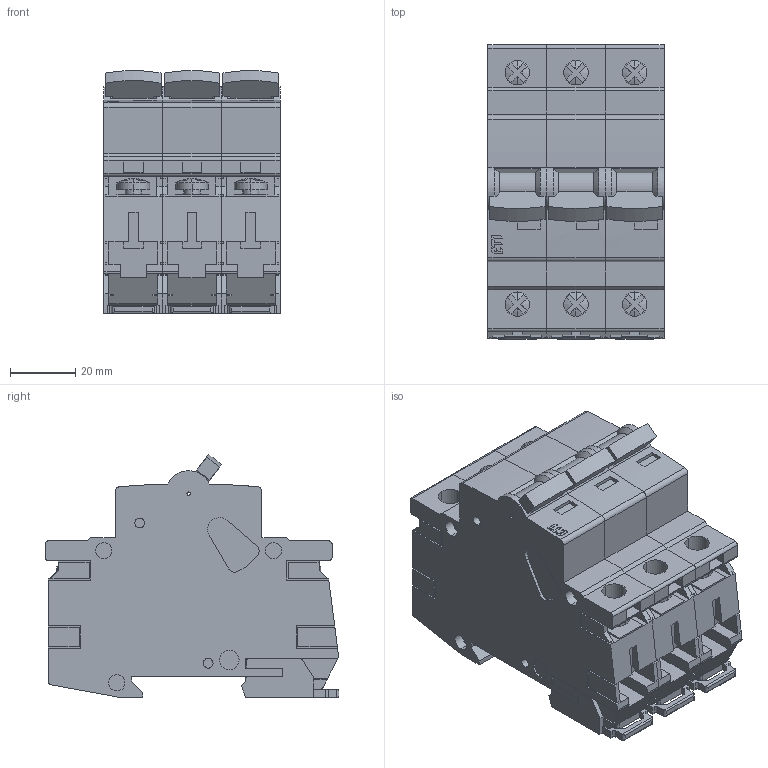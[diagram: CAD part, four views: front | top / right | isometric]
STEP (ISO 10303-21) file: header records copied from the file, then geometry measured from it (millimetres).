
FILE_DESCRIPTION((''),'2;1');
FILE_NAME('ASTI_MCB_ETIMAT_P10_1P_ASM','2017-09-13T',('nejc.strous'),('Audax d.o.o.'),'CREO PARAMETRIC BY PTC INC, 2015380','CREO PARAMETRIC BY PTC INC, 2015380','');
FILE_SCHEMA(('AUTOMOTIVE_DESIGN { 1 0 10303 214 1 1 1 1 }'));
Length unit declared in the file: millimetre
Products named in the file (14): GHOST; ETIMAT_11_1; DZWIGNIA_ETIMAT11_1; ZAPINKA_ETIMAT10_1; ETIMAT_11_1P-OA0_1_ASM; ETIMAT_11; DZWIGNIA_ETIMAT11; ZAPINKA_ETIMAT10; ETIMAT_11_1P-OA1_1_ASM; ETIMAT_11_AF0; ETIMAT_11_1P-OA2_AF0_ASM; ASSEM1_1_AF0_ASM; ASM0001_AF0_ASM; ASTI_MCB_ETIMAT_P10_1P_ASM
Assembly tree (15 placements, depth 5):
  ASTI_MCB_ETIMAT_P10_1P_ASM
    GHOST
    ASM0001_AF0_ASM
      ASSEM1_1_AF0_ASM
        ETIMAT_11_1P-OA0_1_ASM
          ETIMAT_11_1
          DZWIGNIA_ETIMAT11_1
          ZAPINKA_ETIMAT10_1
        ETIMAT_11_1P-OA1_1_ASM
          ETIMAT_11
          DZWIGNIA_ETIMAT11
          ZAPINKA_ETIMAT10
        ETIMAT_11_1P-OA2_AF0_ASM
          ETIMAT_11_AF0
          DZWIGNIA_ETIMAT11
          ZAPINKA_ETIMAT10
Bounding box: 54 x 90.09 x 74.47 mm (x, y, z)
Volume: 233396.4 mm3; surface area: 69182.1 mm2
Topology: 9 solids, 9 shells, 1236 faces, 3465 edges, 2313 vertices
Faces by surface type: plane 927, cylinder 291, bspline 12, cone 6
Entity records: 45599 total; most frequent: CARTESIAN_POINT 7447, ORIENTED_EDGE 6340, DIRECTION 5995, EDGE_CURVE 3170, VECTOR 2451, LINE 2451, VERTEX_POINT 2114, AXIS2_PLACEMENT_3D 1772
